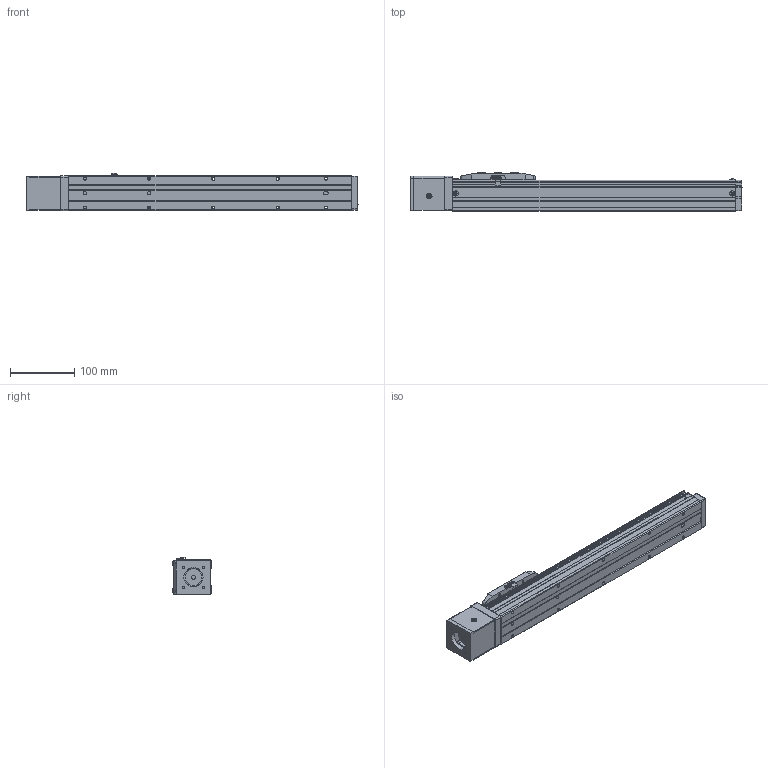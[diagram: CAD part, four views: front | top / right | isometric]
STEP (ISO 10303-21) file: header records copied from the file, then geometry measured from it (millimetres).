
FILE_DESCRIPTION(/* description */ ('STEP AP214'),/* implementation_level */ '2;1');
FILE_NAME(/* name */ 'EBS-05LE-100300NNN-AANN-N-FP1(0)',/* time_stamp */ '2025-06-06T04:13:13+02:00',/* author */ ('License CC BY-ND 4.0'),/* organization */ ('CADENAS'),/* preprocessor_version */ 'ST-DEVELOPER v19.3',/* originating_system */ 'PARTsolutions',/* authorisation */ ' ');
FILE_SCHEMA (('MODEL_BASED_INTEGRATED_MANUFACTURING_SCHEMA','AUTOMOTIVE_DESIGN {1 0 10303 214 3 1 1}'));
Length unit declared in the file: millimetre
Products named in the file (9): EBS-05LE-100300NNN-AANN-N-FP1(0); EBS-05-300-BC_body; EBS-05-300-BC_body2; EBS-05-1_body4; EBS-05.-BCA10_body6; EBS-05-BCA10_body5; EBS-05-300-BC(1)_slider E; EBS-05-50-BC_slider2; EBS-05_body3
Assembly tree (8 placements, depth 2):
  EBS-05LE-100300NNN-AANN-N-FP1(0)
    EBS-05-300-BC_body
    EBS-05-300-BC_body2
    EBS-05-1_body4
    EBS-05.-BCA10_body6
    EBS-05-BCA10_body5
    EBS-05-300-BC(1)_slider E
    EBS-05-50-BC_slider2
    EBS-05_body3
Bounding box: 516.5 x 60 x 57.75 mm (x, y, z)
Volume: 1106782.2 mm3; surface area: 206381.9 mm2
Topology: 8 solids, 8 shells, 640 faces, 1581 edges, 1035 vertices
Faces by surface type: plane 396, cylinder 194, torus 26, cone 20, sphere 4
Full cylindrical faces by diameter (mm): 2.013 x2, 2.5 x2, 3 x2, 3.5 x4, 3.6 x14, 4.134 x4, 4.4 x10, 4.5 x2, 4.6 x4, 5 x2, 5.2 x2, 6 x1, 7 x1, 7.1 x4, 7.5 x8, 8 x10, 9 x2, 22 x1, 24 x1, 26 x1, 30 x1
Entity records: 18419 total; most frequent: DIRECTION 3172, CARTESIAN_POINT 3128, ORIENTED_EDGE 2870, EDGE_CURVE 1435, AXIS2_PLACEMENT_3D 1097, VERTEX_POINT 1013, LINE 978, VECTOR 978
